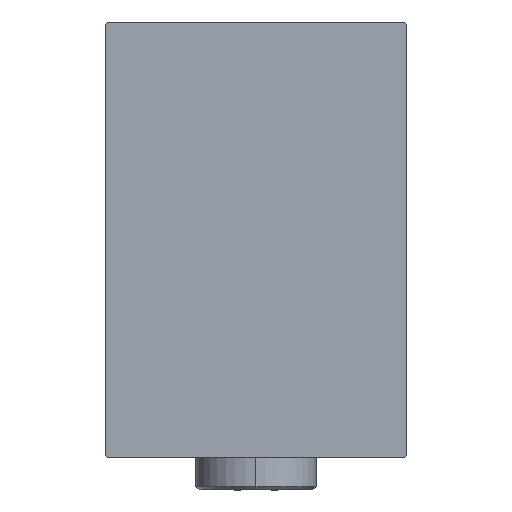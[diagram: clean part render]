
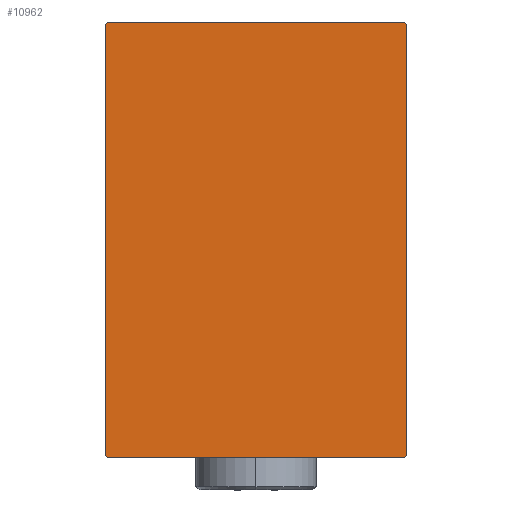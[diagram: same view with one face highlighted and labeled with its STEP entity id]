
A CAD part, left-side view. The second image highlights one B-rep face of the part: STEP entity #10962.
In plain terms, the highlighted face is planar.
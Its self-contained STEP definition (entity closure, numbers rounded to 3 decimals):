
#452 = CARTESIAN_POINT ( 'NONE',  ( 70., 0., 0. ) ) ;
#1716 = ORIENTED_EDGE ( 'NONE', *, *, #18655, .T. ) ;
#2316 = VECTOR ( 'NONE', #32423, 1000. ) ;
#2425 = EDGE_CURVE ( 'NONE', #7491, #7654, #35332, .T. ) ;
#2471 = AXIS2_PLACEMENT_3D ( 'NONE', #452, #11761, #21956 ) ;
#2587 = CARTESIAN_POINT ( 'NONE',  ( 70., -22.2, -32.5 ) ) ;
#5204 = EDGE_CURVE ( 'NONE', #7654, #29039, #40644, .T. ) ;
#6041 = VECTOR ( 'NONE', #41363, 1000. ) ;
#6876 = VECTOR ( 'NONE', #15916, 1000. ) ;
#7491 = VERTEX_POINT ( 'NONE', #31384 ) ;
#7493 = LINE ( 'NONE', #24389, #22388 ) ;
#7500 = LINE ( 'NONE', #42872, #9826 ) ;
#7654 = VERTEX_POINT ( 'NONE', #22516 ) ;
#8634 = VERTEX_POINT ( 'NONE', #2587 ) ;
#9149 = VERTEX_POINT ( 'NONE', #39498 ) ;
#9629 = EDGE_CURVE ( 'NONE', #29039, #27605, #7493, .T. ) ;
#9826 = VECTOR ( 'NONE', #17457, 1000. ) ;
#10425 = EDGE_CURVE ( 'NONE', #27605, #8634, #7500, .T. ) ;
#10962 = ADVANCED_FACE ( 'NONE', ( #25654 ), #42765, .T. ) ;
#11761 = DIRECTION ( 'NONE',  ( 1., 0., 0. ) ) ;
#11933 = EDGE_LOOP ( 'NONE', ( #28803, #36922, #1716, #34558, #44726, #35303, #31182, #26946 ) ) ;
#12460 = DIRECTION ( 'NONE',  ( 0., 0.707, 0.707 ) ) ;
#15916 = DIRECTION ( 'NONE',  ( 0., -0.707, -0.707 ) ) ;
#17397 = CARTESIAN_POINT ( 'NONE',  ( 70., -22.5, 32.2 ) ) ;
#17457 = DIRECTION ( 'NONE',  ( 0., 0.707, -0.707 ) ) ;
#17778 = CARTESIAN_POINT ( 'NONE',  ( 70., -22.5, -32.5 ) ) ;
#18655 = EDGE_CURVE ( 'NONE', #9149, #42337, #42836, .T. ) ;
#19060 = CARTESIAN_POINT ( 'NONE',  ( 70., 22.5, 32.2 ) ) ;
#21956 = DIRECTION ( 'NONE',  ( 0., 0., -1. ) ) ;
#22388 = VECTOR ( 'NONE', #35240, 1000. ) ;
#22516 = CARTESIAN_POINT ( 'NONE',  ( 70., -22.2, 32.5 ) ) ;
#22615 = DIRECTION ( 'NONE',  ( 0., -0.707, 0.707 ) ) ;
#24389 = CARTESIAN_POINT ( 'NONE',  ( 70., -22.5, 32.5 ) ) ;
#25654 = FACE_OUTER_BOUND ( 'NONE', #11933, .T. ) ;
#25729 = CARTESIAN_POINT ( 'NONE',  ( 70., 22.5, -32.5 ) ) ;
#26946 = ORIENTED_EDGE ( 'NONE', *, *, #10425, .T. ) ;
#27605 = VERTEX_POINT ( 'NONE', #40408 ) ;
#28803 = ORIENTED_EDGE ( 'NONE', *, *, #32254, .T. ) ;
#29039 = VERTEX_POINT ( 'NONE', #17397 ) ;
#30765 = VECTOR ( 'NONE', #22615, 1000. ) ;
#31182 = ORIENTED_EDGE ( 'NONE', *, *, #9629, .T. ) ;
#31384 = CARTESIAN_POINT ( 'NONE',  ( 70., 22.2, 32.5 ) ) ;
#31644 = CARTESIAN_POINT ( 'NONE',  ( 70., 22.5, 32.5 ) ) ;
#31851 = CARTESIAN_POINT ( 'NONE',  ( 70., 22.2, -32.5 ) ) ;
#32093 = VECTOR ( 'NONE', #39027, 1000. ) ;
#32254 = EDGE_CURVE ( 'NONE', #8634, #33494, #42288, .T. ) ;
#32423 = DIRECTION ( 'NONE',  ( 0., 0., 1. ) ) ;
#32785 = CARTESIAN_POINT ( 'NONE',  ( 70., 27.35, 27.35 ) ) ;
#32830 = LINE ( 'NONE', #36283, #41068 ) ;
#33494 = VERTEX_POINT ( 'NONE', #31851 ) ;
#34558 = ORIENTED_EDGE ( 'NONE', *, *, #37583, .T. ) ;
#35240 = DIRECTION ( 'NONE',  ( 0., 0., -1. ) ) ;
#35303 = ORIENTED_EDGE ( 'NONE', *, *, #5204, .T. ) ;
#35332 = LINE ( 'NONE', #31644, #6041 ) ;
#36262 = EDGE_CURVE ( 'NONE', #33494, #9149, #32830, .T. ) ;
#36283 = CARTESIAN_POINT ( 'NONE',  ( 70., 27.35, -27.35 ) ) ;
#36471 = LINE ( 'NONE', #32785, #30765 ) ;
#36922 = ORIENTED_EDGE ( 'NONE', *, *, #36262, .T. ) ;
#37583 = EDGE_CURVE ( 'NONE', #42337, #7491, #36471, .T. ) ;
#39027 = DIRECTION ( 'NONE',  ( 0., 1., 0. ) ) ;
#39498 = CARTESIAN_POINT ( 'NONE',  ( 70., 22.5, -32.2 ) ) ;
#40408 = CARTESIAN_POINT ( 'NONE',  ( 70., -22.5, -32.2 ) ) ;
#40644 = LINE ( 'NONE', #43435, #6876 ) ;
#41068 = VECTOR ( 'NONE', #12460, 1000. ) ;
#41363 = DIRECTION ( 'NONE',  ( 0., -1., 0. ) ) ;
#42288 = LINE ( 'NONE', #17778, #32093 ) ;
#42337 = VERTEX_POINT ( 'NONE', #19060 ) ;
#42765 = PLANE ( 'NONE',  #2471 ) ;
#42836 = LINE ( 'NONE', #25729, #2316 ) ;
#42872 = CARTESIAN_POINT ( 'NONE',  ( 70., -27.35, -27.35 ) ) ;
#43435 = CARTESIAN_POINT ( 'NONE',  ( 70., -27.35, 27.35 ) ) ;
#44726 = ORIENTED_EDGE ( 'NONE', *, *, #2425, .T. ) ;
